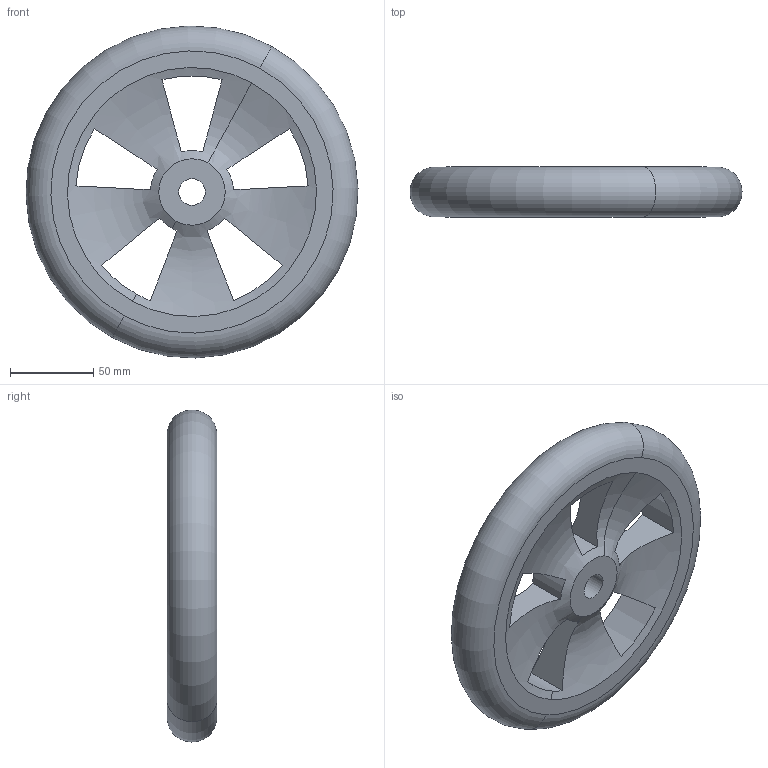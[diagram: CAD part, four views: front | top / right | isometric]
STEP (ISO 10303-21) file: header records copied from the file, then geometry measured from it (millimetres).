
FILE_DESCRIPTION(('FreeCAD Model'),'2;1');
FILE_NAME('Open CASCADE Shape Model','2025-02-07T21:01:55',(''),(''), 'Open CASCADE STEP processor 7.6','FreeCAD','Unknown');
FILE_SCHEMA(('AUTOMOTIVE_DESIGN { 1 0 10303 214 1 1 1 1 }'));
Length unit declared in the file: millimetre
Products named in the file (1): remorque_roue
Bounding box: 199.94 x 30 x 199.94 mm (x, y, z)
Volume: 626709.7 mm3; surface area: 79504.9 mm2
Topology: 1 solids, 1 shells, 32 faces, 90 edges, 60 vertices
Faces by surface type: plane 14, cylinder 12, revolution 4, torus 2
Entity records: 1360 total; most frequent: CARTESIAN_POINT 493, ORIENTED_EDGE 180, DIRECTION 168, EDGE_CURVE 90, AXIS2_PLACEMENT_3D 71, VERTEX_POINT 60, FACE_BOUND 44, EDGE_LOOP 44
